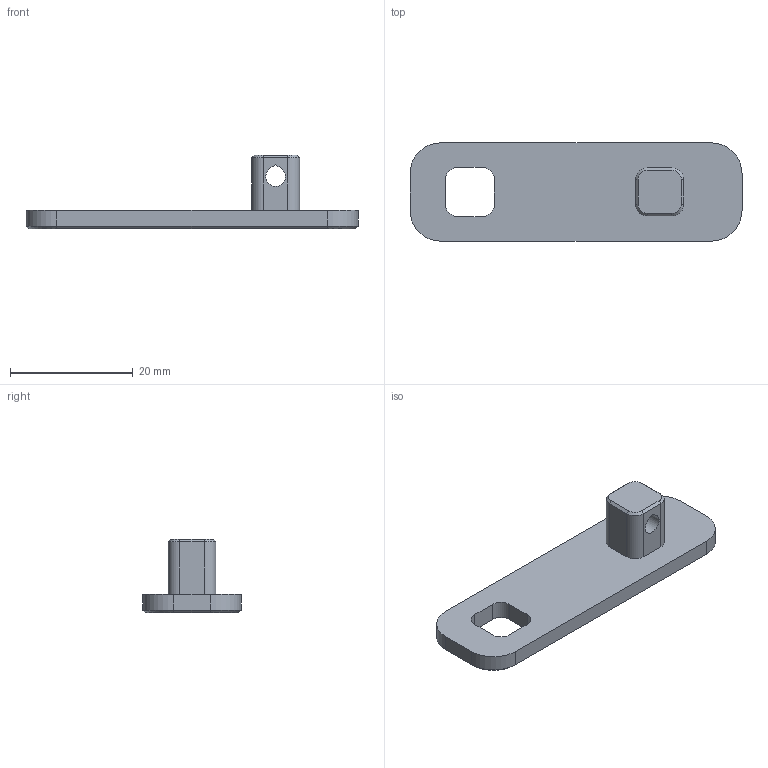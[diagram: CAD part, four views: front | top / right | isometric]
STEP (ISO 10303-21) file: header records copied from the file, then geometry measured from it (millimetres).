
FILE_DESCRIPTION(/* description */ (''),/* implementation_level */ '2;1');
FILE_NAME(/* name */ 'PSF_Mount_Adaptor_Plate.step',/* time_stamp */ '2026-02-07T17:24:00-05:00',/* author */ (''),/* organization */ (''),/* preprocessor_version */ 'ST-DEVELOPER v20.1',/* originating_system */ 'Autodesk Translation Framework v14.24.0.0',/* authorisation */ '');
FILE_SCHEMA (('AUTOMOTIVE_DESIGN { 1 0 10303 214 3 1 1 }'));
Length unit declared in the file: millimetre
Products named in the file (1): PSF published parts
Bounding box: 54.02 x 16 x 12 mm (x, y, z)
Volume: 2685.6 mm3; surface area: 2414.5 mm2
Topology: 1 solids, 1 shells, 48 faces, 116 edges, 72 vertices
Faces by surface type: plane 26, cylinder 14, cone 8
Full cylindrical faces by diameter (mm): 4.5 x1
Entity records: 1478 total; most frequent: DIRECTION 250, CARTESIAN_POINT 237, ORIENTED_EDGE 232, EDGE_CURVE 116, AXIS2_PLACEMENT_3D 85, LINE 80, VECTOR 80, VERTEX_POINT 72
